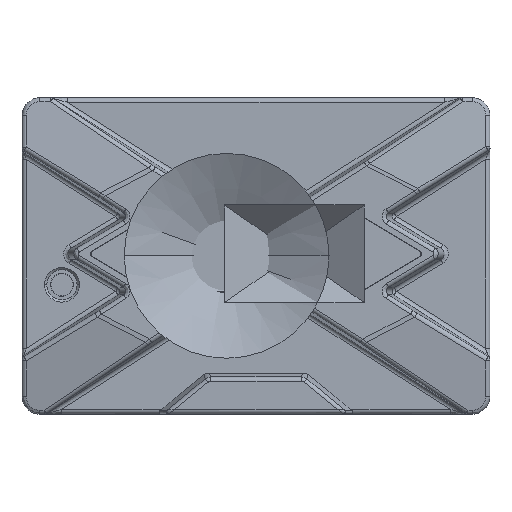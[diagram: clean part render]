
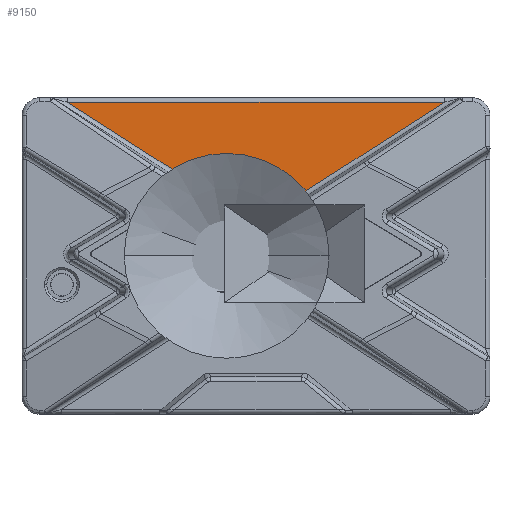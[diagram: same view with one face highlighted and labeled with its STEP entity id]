
A CAD part, top view. The second image highlights one B-rep face of the part: STEP entity #9150.
In plain terms, the highlighted planar face has unit normal (0, 0, 1).
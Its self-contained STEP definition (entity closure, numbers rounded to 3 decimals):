
#5081=DIRECTION('',(-0.842,-0.539,0.));
#5082=VECTOR('',#5081,37.754);
#5083=CARTESIAN_POINT('',(87.218,61.603,-4.797));
#5084=LINE('',#5083,#5082);
#5085=CARTESIAN_POINT('',(55.419,41.251,-4.797));
#5086=CARTESIAN_POINT('',(55.313,41.184,-4.797));
#5087=CARTESIAN_POINT('',(55.107,41.063,-4.797));
#5088=CARTESIAN_POINT('',(54.828,40.924,-4.797));
#5089=CARTESIAN_POINT('',(54.559,40.809,-4.797));
#5090=CARTESIAN_POINT('',(54.275,40.708,-4.797));
#5091=CARTESIAN_POINT('',(53.956,40.615,-4.797));
#5092=CARTESIAN_POINT('',(53.6,40.539,-4.797));
#5093=CARTESIAN_POINT('',(53.202,40.485,-4.797));
#5094=CARTESIAN_POINT('',(52.906,40.47,-4.797));
#5095=CARTESIAN_POINT('',(52.75,40.47,-4.797));
#5097=DIRECTION('',(-1.,0.,0.));
#5098=VECTOR('',#5097,14.477);
#5099=CARTESIAN_POINT('',(52.75,40.47,-4.797));
#5100=LINE('',#5099,#5098);
#5101=CARTESIAN_POINT('',(38.273,40.47,-4.797));
#5102=CARTESIAN_POINT('',(38.14,40.47,-4.797));
#5103=CARTESIAN_POINT('',(37.875,40.482,-4.797));
#5104=CARTESIAN_POINT('',(37.495,40.526,-4.797));
#5105=CARTESIAN_POINT('',(37.069,40.612,-4.797));
#5106=CARTESIAN_POINT('',(36.606,40.75,-4.797));
#5107=CARTESIAN_POINT('',(36.117,40.953,-4.797));
#5108=CARTESIAN_POINT('',(35.776,41.141,-4.797));
#5109=CARTESIAN_POINT('',(35.604,41.251,-4.797));
#5111=DIRECTION('',(-0.842,0.539,0.));
#5112=VECTOR('',#5111,37.754);
#5113=CARTESIAN_POINT('',(35.604,41.251,-4.797));
#5114=LINE('',#5113,#5112);
#5207=DIRECTION('',(-1.,0.,0.));
#5208=VECTOR('',#5207,83.413);
#5209=CARTESIAN_POINT('',(87.218,61.603,-4.797));
#5210=LINE('',#5209,#5208);
#8305=CARTESIAN_POINT('',(35.604,41.251,-4.797));
#8306=CARTESIAN_POINT('',(3.805,61.603,-4.797));
#8307=VERTEX_POINT('',#8305);
#8308=VERTEX_POINT('',#8306);
#8313=VERTEX_POINT('',#5101);
#8315=CARTESIAN_POINT('',(52.75,40.47,-4.797));
#8316=VERTEX_POINT('',#8315);
#8319=VERTEX_POINT('',#5085);
#8434=CARTESIAN_POINT('',(87.218,61.603,-4.797));
#8435=VERTEX_POINT('',#8434);
#9131=CARTESIAN_POINT('',(0.,0.,-4.797));
#9132=DIRECTION('',(0.,0.,1.));
#9133=DIRECTION('',(1.,0.,0.));
#9134=AXIS2_PLACEMENT_3D('',#9131,#9132,#9133);
#9135=PLANE('',#9134);
#9137=ORIENTED_EDGE('',*,*,#9136,.F.);
#9139=ORIENTED_EDGE('',*,*,#9138,.T.);
#9141=ORIENTED_EDGE('',*,*,#9140,.T.);
#9143=ORIENTED_EDGE('',*,*,#9142,.T.);
#9145=ORIENTED_EDGE('',*,*,#9144,.T.);
#9147=ORIENTED_EDGE('',*,*,#9146,.T.);
#9148=EDGE_LOOP('',(#9137,#9139,#9141,#9143,#9145,#9147));
#9149=FACE_OUTER_BOUND('',#9148,.F.);
#9150=ADVANCED_FACE('',(#9149),#9135,.T.);
#5096=B_SPLINE_CURVE_WITH_KNOTS('',3,(#5085,#5086,#5087,#5088,#5089,#5090,#5091,
#5092,#5093,#5094,#5095),.UNSPECIFIED.,.F.,.F.,(4,1,1,1,1,1,1,1,4),(0.,
0.125,0.25,0.375,0.5,0.625,0.75,0.875,1.),.UNSPECIFIED.);
#5110=B_SPLINE_CURVE_WITH_KNOTS('',3,(#5101,#5102,#5103,#5104,#5105,#5106,#5107,
#5108,#5109),.UNSPECIFIED.,.F.,.F.,(4,1,1,1,1,1,4),(0.,0.167,
0.333,0.5,0.667,0.833,1.),
.UNSPECIFIED.);
#9136=EDGE_CURVE('',#8435,#8308,#5210,.T.);
#9138=EDGE_CURVE('',#8435,#8319,#5084,.T.);
#9140=EDGE_CURVE('',#8319,#8316,#5096,.T.);
#9142=EDGE_CURVE('',#8316,#8313,#5100,.T.);
#9144=EDGE_CURVE('',#8313,#8307,#5110,.T.);
#9146=EDGE_CURVE('',#8307,#8308,#5114,.T.);
